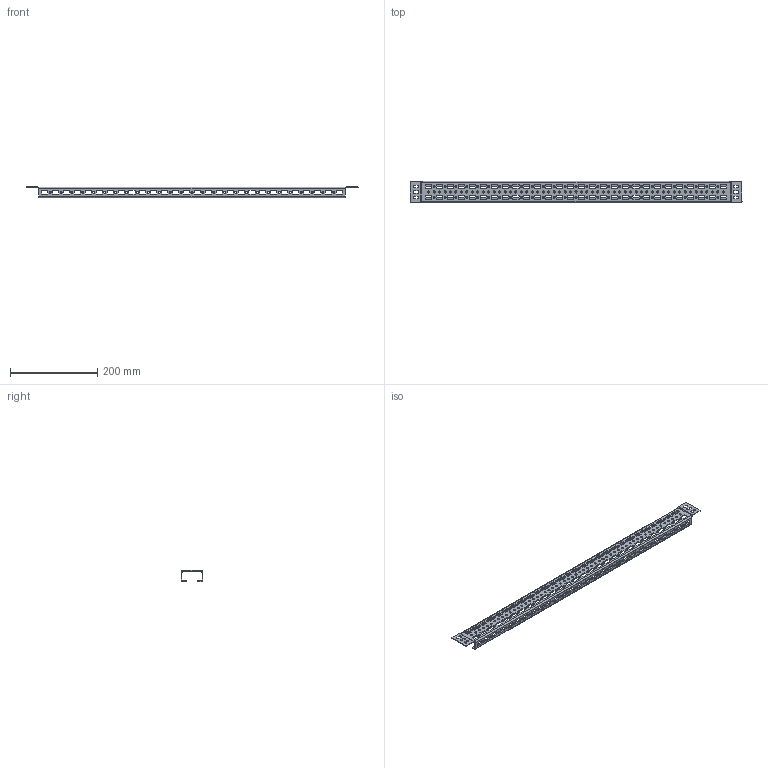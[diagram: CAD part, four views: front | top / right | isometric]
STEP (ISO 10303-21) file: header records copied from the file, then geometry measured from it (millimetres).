
FILE_DESCRIPTION(/* description */ (''),/* implementation_level */ '2;1');
FILE_NAME(/* name */ 'PME800.stp',/* time_stamp */ '2017-09-06T13:01:21+02:00',/* author */ (''),/* organization */ (''),/* preprocessor_version */ 'ST-DEVELOPER v15',/* originating_system */ 'SIEMENS PLM Software NX 9.0',/* authorisation */ '');
FILE_SCHEMA (('CONFIG_CONTROL_DESIGN'));
Length unit declared in the file: millimetre
Products named in the file (1): PME400_stp
Bounding box: 760.5 x 49 x 25.5 mm (x, y, z)
Volume: 93181.5 mm3; surface area: 138426 mm2
Topology: 1 solids, 1 shells, 693 faces, 2069 edges, 1378 vertices
Faces by surface type: plane 502, cylinder 191
Full cylindrical faces by diameter (mm): 4.65 x163
Entity records: 24469 total; most frequent: CARTESIAN_POINT 5271, ORIENTED_EDGE 4138, DIRECTION 3319, EDGE_CURVE 2069, VERTEX_POINT 1378, EDGE_LOOP 1255, LINE 1183, VECTOR 1183
